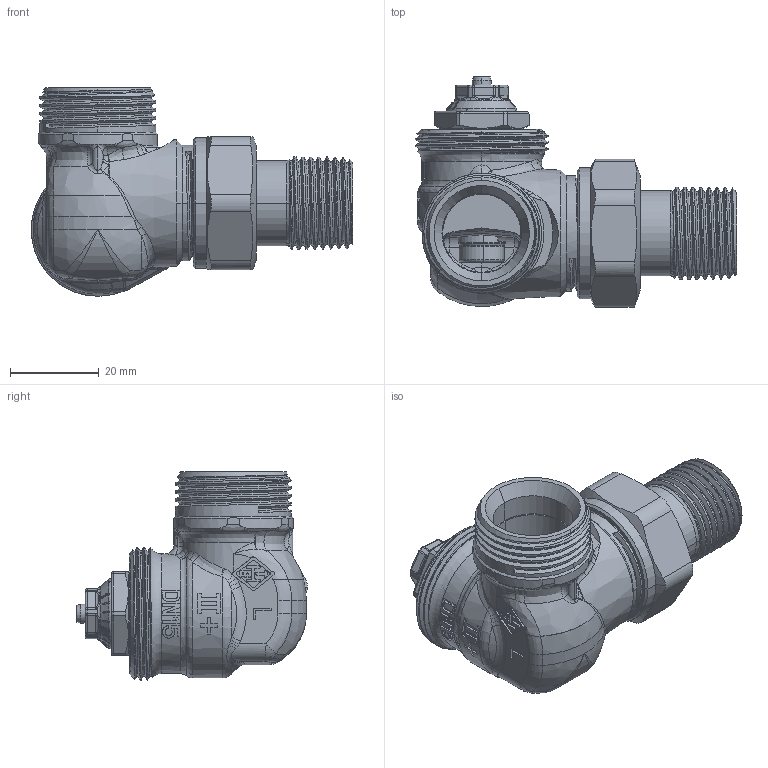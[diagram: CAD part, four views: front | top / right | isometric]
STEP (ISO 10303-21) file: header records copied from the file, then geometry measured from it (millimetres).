
FILE_DESCRIPTION((''),'2;1');
FILE_NAME('3938-02-000-GEW-O-B_SW0003','2015-03-09T',('marann'),(''),'PRO/ENGINEER BY PARAMETRIC TECHNOLOGY CORPORATION, 2011490','PRO/ENGINEER BY PARAMETRIC TECHNOLOGY CORPORATION, 2011490','');
FILE_SCHEMA(('CONFIG_CONTROL_DESIGN'));
Products named in the file (1): 3938-02-000-GEW-O-B_SW0003
Bounding box: 72.47 x 52.05 x 47 mm (x, y, z)
Volume: 30717 mm3; surface area: 24136 mm2
Topology: 2 solids, 2 shells, 1325 faces, 3399 edges, 2106 vertices
Faces by surface type: plane 349, cylinder 348, bspline 327, cone 134, torus 110, extrusion 50, sphere 7
Entity records: 64073 total; most frequent: CARTESIAN_POINT 34874, ORIENTED_EDGE 6790, DIRECTION 5167, EDGE_CURVE 3395, VERTEX_POINT 2106, AXIS2_PLACEMENT_3D 2033, EDGE_LOOP 1373, FACE_OUTER_BOUND 1325
